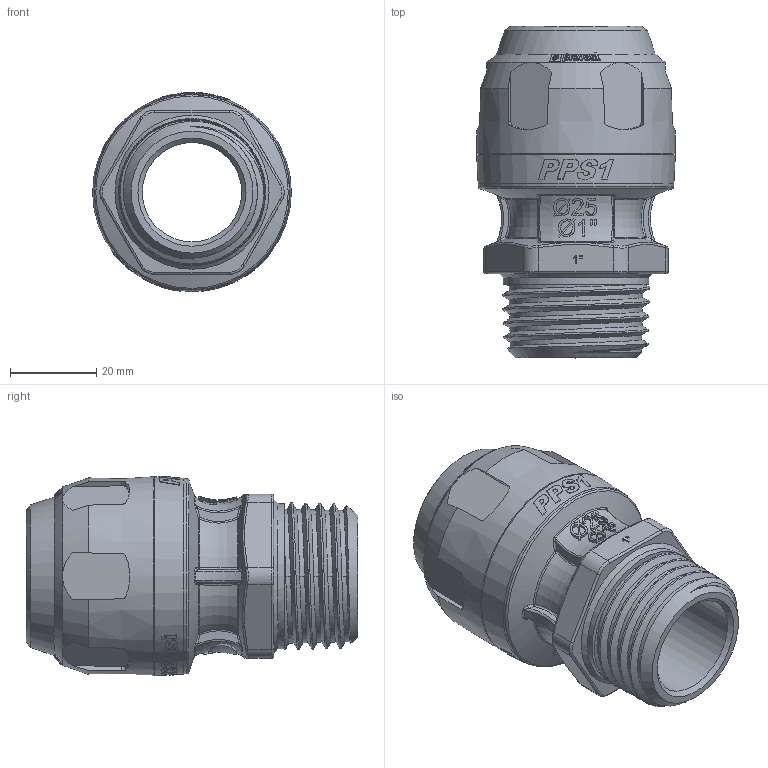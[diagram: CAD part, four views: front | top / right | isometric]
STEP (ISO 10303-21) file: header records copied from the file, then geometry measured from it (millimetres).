
FILE_DESCRIPTION(/* description */ ('STEP AP214'),/* implementation_level */ '2;1');
FILE_NAME(/* name */ 'PPS1 MM2534.stp.stp',/* time_stamp */ '2020-07-05T22:46:00+02:00',/* author */ (' '),/* organization */ (' '),/* preprocessor_version */ 'ST-DEVELOPER v18',/* originating_system */ 'Autodesk Inventor 2020',/* authorisation */ ' ');
FILE_SCHEMA (('AUTOMOTIVE_DESIGN { 1 0 10303 214 3 1 1 }'));
Products named in the file (1): PPS1 MM2534.stp
Bounding box: 46 x 76.77 x 46.09 mm (x, y, z)
Volume: 53341.5 mm3; surface area: 19121 mm2
Topology: 1 solids, 1 shells, 1036 faces, 2799 edges, 1830 vertices
Faces by surface type: bspline 482, plane 274, cylinder 147, cone 67, torus 50, sphere 16
Full cylindrical faces by diameter (mm): 6 x1, 23 x1, 25.7 x1, 33.659 x1, 39.5 x1
Entity records: 60655 total; most frequent: CARTESIAN_POINT 37319, ORIENTED_EDGE 5594, DIRECTION 3027, EDGE_CURVE 2797, VERTEX_POINT 1830, B_SPLINE_CURVE_WITH_KNOTS 1320, EDGE_LOOP 1105, STYLED_ITEM 1037
